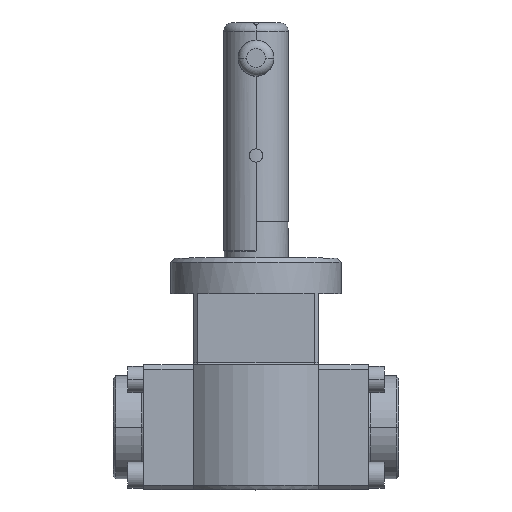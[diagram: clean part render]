
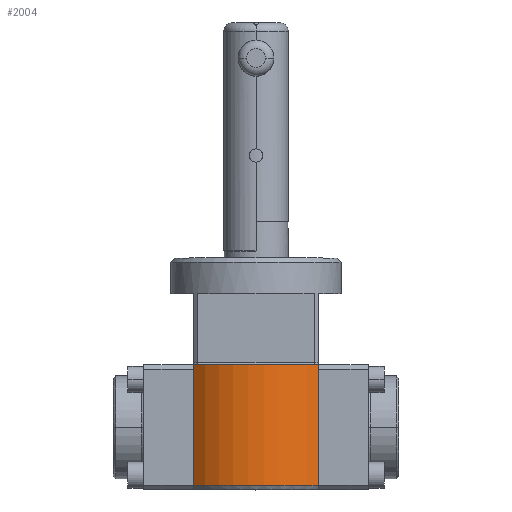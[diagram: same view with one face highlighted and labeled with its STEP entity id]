
A CAD part, top view. The second image highlights one B-rep face of the part: STEP entity #2004.
In plain terms, the highlighted cylindrical face has radius 15.748 mm (diameter 31.496 mm), a partial arc.
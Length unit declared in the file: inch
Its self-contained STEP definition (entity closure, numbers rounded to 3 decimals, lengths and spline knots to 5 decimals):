
#153 = LINE ( 'NONE', #5173, #5127 ) ;
#193 = FACE_OUTER_BOUND ( 'NONE', #5133, .T. ) ;
#235 = DIRECTION ( 'NONE',  ( 0., 1., 0. ) ) ;
#334 = ORIENTED_EDGE ( 'NONE', *, *, #5096, .F. ) ;
#424 = CARTESIAN_POINT ( 'NONE',  ( 0.4375, -0.4075, 0.43931 ) ) ;
#662 = EDGE_CURVE ( 'NONE', #2288, #5269, #2872, .T. ) ;
#711 = CARTESIAN_POINT ( 'NONE',  ( 0.4375, 0.79913, 0.43931 ) ) ;
#1039 = DIRECTION ( 'NONE',  ( 0., 1., 0. ) ) ;
#1307 = DIRECTION ( 'NONE',  ( 0., 1., 0. ) ) ;
#2004 = ADVANCED_FACE ( 'NONE', ( #193 ), #6009, .T. ) ;
#2159 = AXIS2_PLACEMENT_3D ( 'NONE', #2922, #3276, #3215 ) ;
#2288 = VERTEX_POINT ( 'NONE', #4098 ) ;
#2507 = CARTESIAN_POINT ( 'NONE',  ( 0., 0.79913, 0. ) ) ;
#2872 = CIRCLE ( 'NONE', #2159, 0.62 ) ;
#2922 = CARTESIAN_POINT ( 'NONE',  ( 0., -0.4075, 0. ) ) ;
#2951 = CARTESIAN_POINT ( 'NONE',  ( -0.4375, 0.4375, 0.43931 ) ) ;
#3190 = CARTESIAN_POINT ( 'NONE',  ( 0., 0.4375, 0. ) ) ;
#3215 = DIRECTION ( 'NONE',  ( -1., 0., 0. ) ) ;
#3240 = CIRCLE ( 'NONE', #5783, 0.62 ) ;
#3276 = DIRECTION ( 'NONE',  ( 0., 1., 0. ) ) ;
#3293 = ORIENTED_EDGE ( 'NONE', *, *, #662, .T. ) ;
#3371 = VECTOR ( 'NONE', #235, 39.37008 ) ;
#3514 = AXIS2_PLACEMENT_3D ( 'NONE', #2507, #1039, #4858 ) ;
#3685 = ORIENTED_EDGE ( 'NONE', *, *, #6264, .T. ) ;
#3895 = LINE ( 'NONE', #711, #3371 ) ;
#4098 = CARTESIAN_POINT ( 'NONE',  ( -0.4375, -0.4075, 0.43931 ) ) ;
#4858 = DIRECTION ( 'NONE',  ( -1., 0., 0. ) ) ;
#5075 = DIRECTION ( 'NONE',  ( -1., 0., 0. ) ) ;
#5096 = EDGE_CURVE ( 'NONE', #5418, #5359, #3240, .T. ) ;
#5127 = VECTOR ( 'NONE', #5260, 39.37008 ) ;
#5133 = EDGE_LOOP ( 'NONE', ( #334, #5449, #3293, #3685 ) ) ;
#5173 = CARTESIAN_POINT ( 'NONE',  ( -0.4375, 0.79913, 0.43931 ) ) ;
#5260 = DIRECTION ( 'NONE',  ( 0., -1., 0. ) ) ;
#5261 = EDGE_CURVE ( 'NONE', #5418, #2288, #153, .T. ) ;
#5269 = VERTEX_POINT ( 'NONE', #424 ) ;
#5344 = CARTESIAN_POINT ( 'NONE',  ( 0.4375, 0.4375, 0.43931 ) ) ;
#5359 = VERTEX_POINT ( 'NONE', #5344 ) ;
#5418 = VERTEX_POINT ( 'NONE', #2951 ) ;
#5449 = ORIENTED_EDGE ( 'NONE', *, *, #5261, .T. ) ;
#5783 = AXIS2_PLACEMENT_3D ( 'NONE', #3190, #1307, #5075 ) ;
#6009 = CYLINDRICAL_SURFACE ( 'NONE', #3514, 0.62 ) ;
#6264 = EDGE_CURVE ( 'NONE', #5269, #5359, #3895, .T. ) ;
